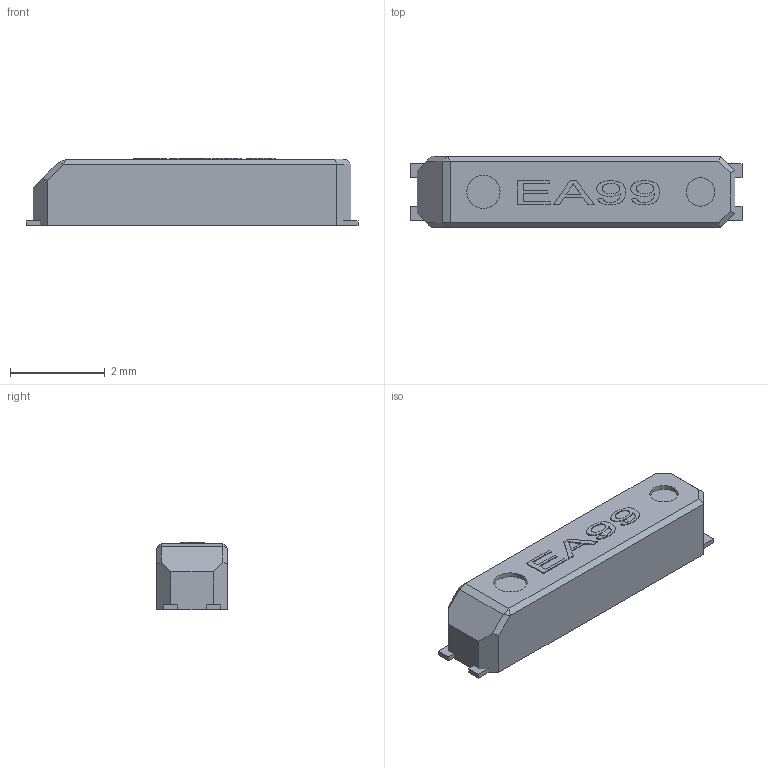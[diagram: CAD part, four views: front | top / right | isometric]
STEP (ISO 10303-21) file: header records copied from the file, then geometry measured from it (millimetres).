
FILE_DESCRIPTION(/* description */ (''),/* implementation_level */ '2;1');
FILE_NAME(/* name */ 'XTAL_MC-146.stp',/* time_stamp */ '2020-03-24T13:06:49+08:00',/* author */ (''),/* organization */ (''),/* preprocessor_version */ 'ST-DEVELOPER v15',/* originating_system */ 'SIEMENS PLM Software NX 8.5',/* authorisation */ '');
FILE_SCHEMA (('AUTOMOTIVE_DESIGN { 1 0 10303 214 3 1 1 1 }'));
Length unit declared in the file: millimetre
Products named in the file (1): XTAL_MC-146
Bounding box: 7 x 1.5 x 1.42 mm (x, y, z)
Volume: 13.5 mm3; surface area: 45.7 mm2
Topology: 11 solids, 11 shells, 111 faces, 251 edges, 164 vertices
Faces by surface type: plane 83, extrusion 24, cylinder 4
Full cylindrical faces by diameter (mm): 0.6 x2, 0.7 x2
Entity records: 3492 total; most frequent: CARTESIAN_POINT 1105, ORIENTED_EDGE 494, DIRECTION 359, EDGE_CURVE 247, VECTOR 167, VERTEX_POINT 164, LINE 143, EDGE_LOOP 123
